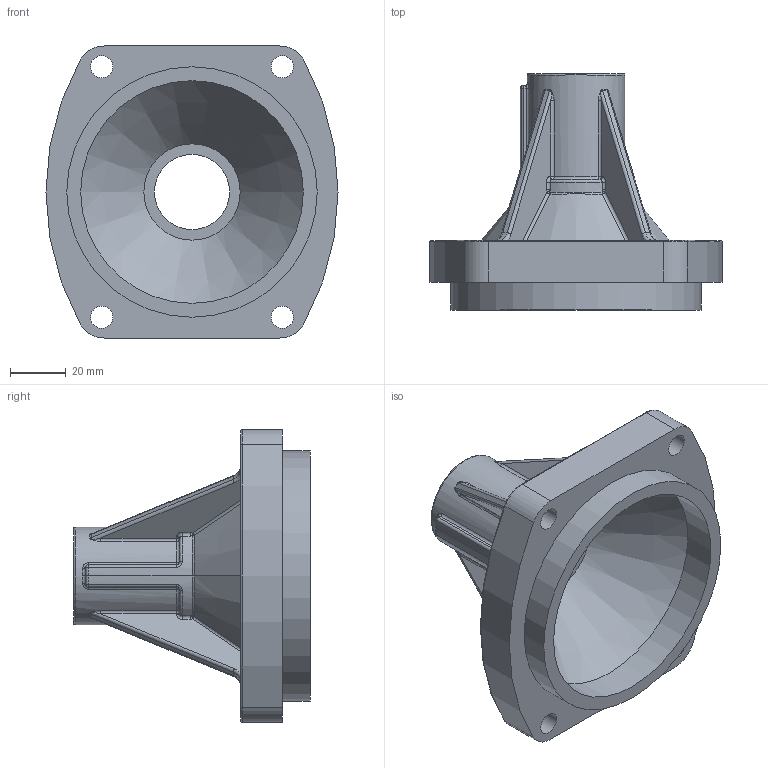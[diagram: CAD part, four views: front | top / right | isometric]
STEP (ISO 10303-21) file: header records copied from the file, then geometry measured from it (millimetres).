
FILE_DESCRIPTION(('Open CASCADE Model'),'2;1');
FILE_NAME('Open CASCADE Shape Model','2017-10-16T13:39:53',('Author'),( 'Open CASCADE'),'Open CASCADE STEP processor 6.5','Open CASCADE 6.5' ,'Unknown');
FILE_SCHEMA(('AUTOMOTIVE_DESIGN_CC2 { 1 2 10303 214 -1 1 5 4 }'));
Length unit declared in the file: millimetre
Products named in the file (1): Open CASCADE STEP translator 6.5 1
Bounding box: 105 x 85 x 105 mm (x, y, z)
Volume: 113234.8 mm3; surface area: 52217.8 mm2
Topology: 1 solids, 1 shells, 324 faces, 755 edges, 426 vertices
Faces by surface type: bspline 107, cylinder 99, torus 67, plane 28, cone 11, sphere 8, revolution 4
Full cylindrical faces by diameter (mm): 8 x4, 27 x1, 35.053 x1, 80 x1, 90 x1
Entity records: 32350 total; most frequent: CARTESIAN_POINT 19403, DIRECTION 1954, ORIENTED_EDGE 1490, PCURVE 1490, DEFINITIONAL_REPRESENTATION 1490, LINE 925, VECTOR 925, EDGE_CURVE 745
